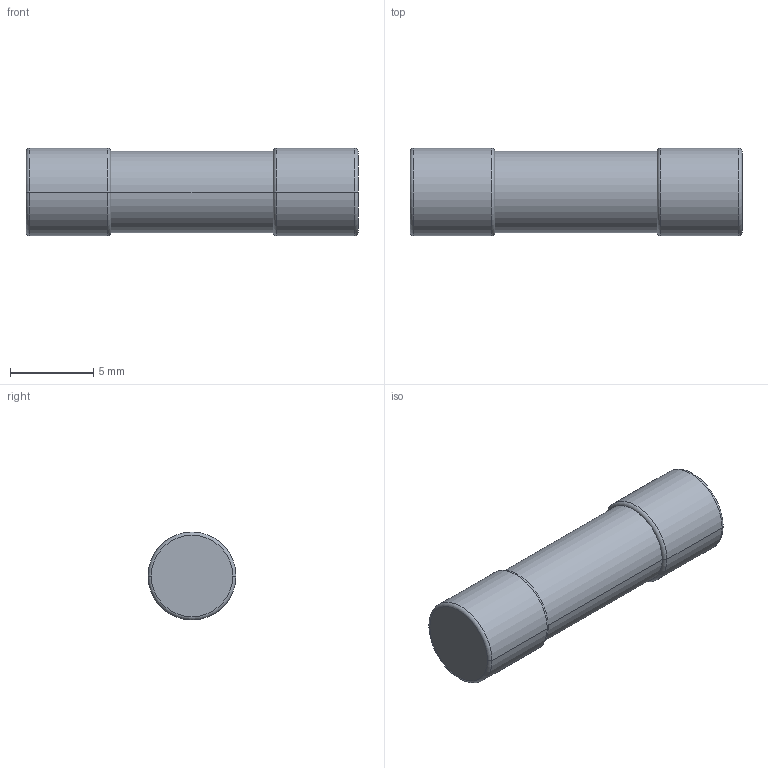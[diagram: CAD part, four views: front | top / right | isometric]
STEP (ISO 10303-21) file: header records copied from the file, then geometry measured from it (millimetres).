
FILE_DESCRIPTION (( 'STEP AP214' ), '1' );
FILE_NAME ('0217.500HXP.STEP', '2023-03-31T09:51:02', ( '' ), ( '' ), 'SwSTEP 2.0', 'SolidWorks 2021', '' );
FILE_SCHEMA (( 'AUTOMOTIVE_DESIGN' ));
Length unit declared in the file: millimetre
Products named in the file (1): 0217.500HXP
Bounding box: 20 x 5.3 x 5.3 mm (x, y, z)
Volume: 409.3 mm3; surface area: 440.9 mm2
Topology: 3 solids, 3 shells, 20 faces, 34 edges, 20 vertices
Faces by surface type: torus 8, cylinder 6, plane 6
Entity records: 534 total; most frequent: DIRECTION 104, CARTESIAN_POINT 75, ORIENTED_EDGE 68, AXIS2_PLACEMENT_3D 49, EDGE_CURVE 34, CIRCLE 28, EDGE_LOOP 20, FACE_OUTER_BOUND 20
